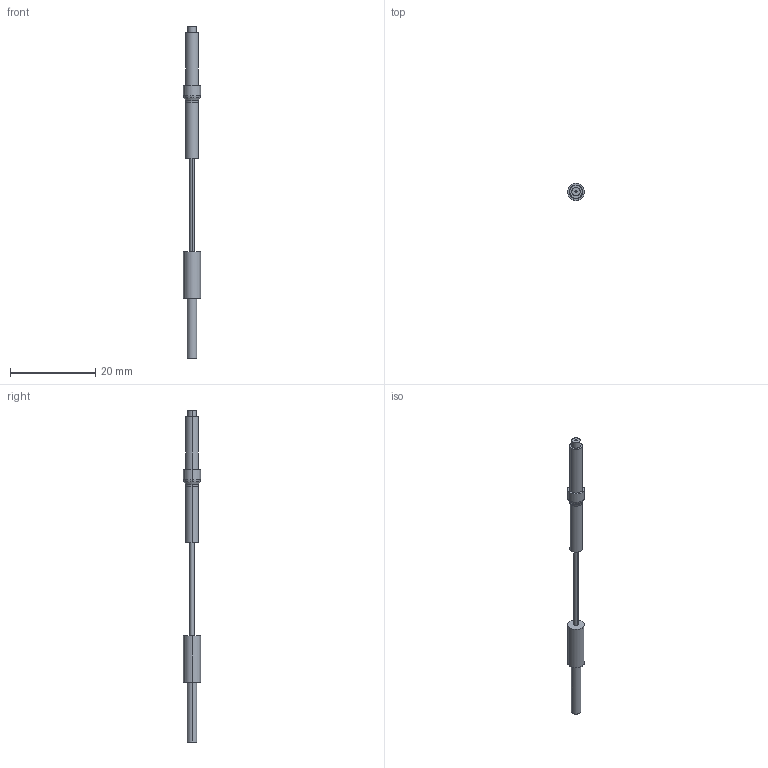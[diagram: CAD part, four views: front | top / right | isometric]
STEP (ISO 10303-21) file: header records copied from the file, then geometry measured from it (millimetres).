
FILE_DESCRIPTION((''),'2;1');
FILE_NAME('T_ASM','2020-08-20T',('Gavin'),(''),'PRO/ENGINEER BY PARAMETRIC TECHNOLOGY CORPORATION, 2009440','PRO/ENGINEER BY PARAMETRIC TECHNOLOGY CORPORATION, 2009440','');
FILE_SCHEMA(('CONFIG_CONTROL_DESIGN'));
Length unit declared in the file: millimetre
Products named in the file (5): ____-____1_1; ____-____2_1__1; ____-____3_1; ASM0001_ASM_1_ASM_ASM; T_ASM
Assembly tree (4 placements, depth 3):
  T_ASM
    ASM0001_ASM_1_ASM_ASM
      ____-____1_1
      ____-____2_1__1
      ____-____3_1
Bounding box: 4 x 4 x 78.05 mm (x, y, z)
Volume: 390.4 mm3; surface area: 847.4 mm2
Topology: 3 solids, 3 shells, 45 faces, 86 edges, 52 vertices
Faces by surface type: cylinder 22, plane 9, torus 4, cone 4, bspline 4, extrusion 2
Entity records: 1441 total; most frequent: CARTESIAN_POINT 365, DIRECTION 242, ORIENTED_EDGE 172, AXIS2_PLACEMENT_3D 107, EDGE_CURVE 86, CIRCLE 56, VERTEX_POINT 52, EDGE_LOOP 52
